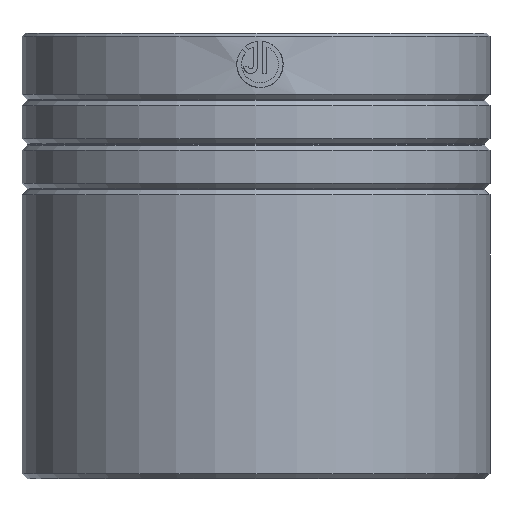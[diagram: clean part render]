
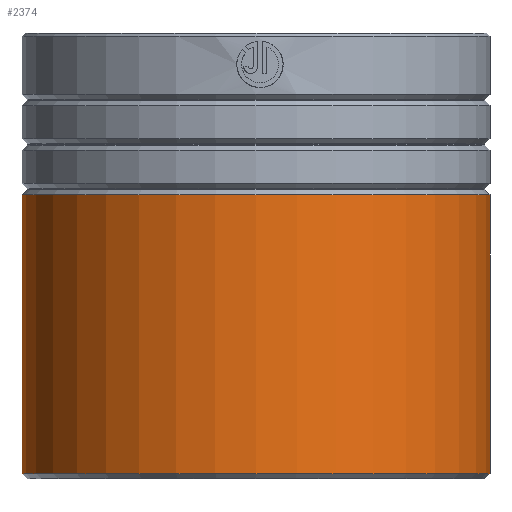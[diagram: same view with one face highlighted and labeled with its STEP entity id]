
A CAD part, front view. The second image highlights one B-rep face of the part: STEP entity #2374.
In plain terms, the highlighted cylindrical face has radius 52.5 mm (diameter 105 mm), a partial arc.
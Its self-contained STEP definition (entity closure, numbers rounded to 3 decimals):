
#208 = VECTOR ( 'NONE', #248, 1000. ) ;
#213 = LINE ( 'NONE', #1228, #208 ) ;
#248 = DIRECTION ( 'NONE',  ( 0., 0., -1. ) ) ;
#294 = DIRECTION ( 'NONE',  ( -1., 0., 0. ) ) ;
#334 = EDGE_CURVE ( 'NONE', #2161, #1508, #1961, .T. ) ;
#336 = CARTESIAN_POINT ( 'NONE',  ( 52.5, 0., 1.2 ) ) ;
#452 = ORIENTED_EDGE ( 'NONE', *, *, #334, .T. ) ;
#533 = EDGE_LOOP ( 'NONE', ( #1088, #452, #1108, #1380 ) ) ;
#588 = CARTESIAN_POINT ( 'NONE',  ( -52.5, 0., 100. ) ) ;
#726 = CYLINDRICAL_SURFACE ( 'NONE', #1051, 52.5 ) ;
#872 = EDGE_CURVE ( 'NONE', #1508, #2120, #1199, .T. ) ;
#936 = DIRECTION ( 'NONE',  ( 0., 0., -1. ) ) ;
#946 = CARTESIAN_POINT ( 'NONE',  ( -52.5, 0., 63.717 ) ) ;
#1001 = DIRECTION ( 'NONE',  ( 0., 0., 1. ) ) ;
#1018 = DIRECTION ( 'NONE',  ( 0., 0., -1. ) ) ;
#1026 = CARTESIAN_POINT ( 'NONE',  ( 0., 0., 1.2 ) ) ;
#1051 = AXIS2_PLACEMENT_3D ( 'NONE', #1761, #936, #294 ) ;
#1088 = ORIENTED_EDGE ( 'NONE', *, *, #1909, .F. ) ;
#1108 = ORIENTED_EDGE ( 'NONE', *, *, #872, .T. ) ;
#1163 = FACE_OUTER_BOUND ( 'NONE', #533, .T. ) ;
#1199 = LINE ( 'NONE', #588, #2165 ) ;
#1228 = CARTESIAN_POINT ( 'NONE',  ( 52.5, 0., 100. ) ) ;
#1248 = CARTESIAN_POINT ( 'NONE',  ( 0., 0., 63.717 ) ) ;
#1343 = CARTESIAN_POINT ( 'NONE',  ( -52.5, 0., 1.2 ) ) ;
#1372 = CARTESIAN_POINT ( 'NONE',  ( 52.5, 0., 63.717 ) ) ;
#1380 = ORIENTED_EDGE ( 'NONE', *, *, #1777, .T. ) ;
#1490 = AXIS2_PLACEMENT_3D ( 'NONE', #1248, #1018, #2253 ) ;
#1508 = VERTEX_POINT ( 'NONE', #946 ) ;
#1686 = VERTEX_POINT ( 'NONE', #336 ) ;
#1761 = CARTESIAN_POINT ( 'NONE',  ( 0., 0., 100. ) ) ;
#1777 = EDGE_CURVE ( 'NONE', #2120, #1686, #2190, .T. ) ;
#1909 = EDGE_CURVE ( 'NONE', #2161, #1686, #213, .T. ) ;
#1961 = CIRCLE ( 'NONE', #1490, 52.5 ) ;
#2075 = DIRECTION ( 'NONE',  ( 1., 0., 0. ) ) ;
#2120 = VERTEX_POINT ( 'NONE', #1343 ) ;
#2161 = VERTEX_POINT ( 'NONE', #1372 ) ;
#2165 = VECTOR ( 'NONE', #2432, 1000. ) ;
#2190 = CIRCLE ( 'NONE', #2625, 52.5 ) ;
#2253 = DIRECTION ( 'NONE',  ( -1., 0., 0. ) ) ;
#2374 = ADVANCED_FACE ( 'NONE', ( #1163 ), #726, .T. ) ;
#2432 = DIRECTION ( 'NONE',  ( 0., 0., -1. ) ) ;
#2625 = AXIS2_PLACEMENT_3D ( 'NONE', #1026, #1001, #2075 ) ;
